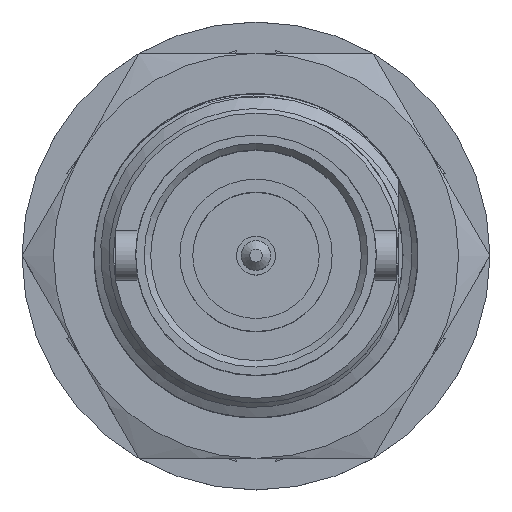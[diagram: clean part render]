
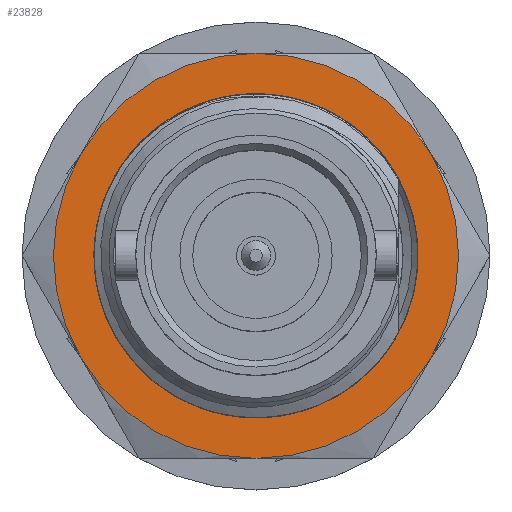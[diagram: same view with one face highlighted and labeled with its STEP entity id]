
A CAD part, top view. The second image highlights one B-rep face of the part: STEP entity #23828.
In plain terms, the highlighted planar face has unit normal (0, 0, 1).
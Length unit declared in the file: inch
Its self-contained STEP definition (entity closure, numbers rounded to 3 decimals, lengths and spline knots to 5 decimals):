
#365 = CARTESIAN_POINT ( 'NONE',  ( -0.3125, 0., -0.52 ) ) ;
#471 = CIRCLE ( 'NONE', #26337, 0.3125 ) ;
#1398 = AXIS2_PLACEMENT_3D ( 'NONE', #28611, #31354, #34241 ) ;
#1993 = FACE_BOUND ( 'NONE', #11423, .T. ) ;
#2324 = DIRECTION ( 'NONE',  ( 0.866, -0.5, 0. ) ) ;
#2354 = AXIS2_PLACEMENT_3D ( 'NONE', #16610, #30495, #16719 ) ;
#2885 = CARTESIAN_POINT ( 'NONE',  ( 0.15625, -0.27063, -0.52 ) ) ;
#3111 = DIRECTION ( 'NONE',  ( 0.866, -0.5, 0. ) ) ;
#3348 = VERTEX_POINT ( 'NONE', #11096 ) ;
#3430 = VERTEX_POINT ( 'NONE', #26427 ) ;
#3471 = ORIENTED_EDGE ( 'NONE', *, *, #10607, .T. ) ;
#4577 = FACE_OUTER_BOUND ( 'NONE', #14284, .T. ) ;
#5411 = DIRECTION ( 'NONE',  ( 0.866, -0.5, 0. ) ) ;
#5634 = ORIENTED_EDGE ( 'NONE', *, *, #7985, .T. ) ;
#7534 = CARTESIAN_POINT ( 'NONE',  ( 0., 0., -0.52 ) ) ;
#7709 = ORIENTED_EDGE ( 'NONE', *, *, #11300, .T. ) ;
#7985 = EDGE_CURVE ( 'NONE', #3348, #33633, #23620, .T. ) ;
#9216 = PLANE ( 'NONE',  #1398 ) ;
#9570 = EDGE_CURVE ( 'NONE', #3430, #3348, #35193, .T. ) ;
#9619 = DIRECTION ( 'NONE',  ( 0.866, -0.5, 0. ) ) ;
#10607 = EDGE_CURVE ( 'NONE', #33633, #14357, #21357, .T. ) ;
#10762 = AXIS2_PLACEMENT_3D ( 'NONE', #7534, #21606, #2324 ) ;
#11096 = CARTESIAN_POINT ( 'NONE',  ( 0.15625, 0.27063, -0.52 ) ) ;
#11300 = EDGE_CURVE ( 'NONE', #23419, #20230, #23517, .T. ) ;
#11423 = EDGE_LOOP ( 'NONE', ( #32356 ) ) ;
#12173 = CIRCLE ( 'NONE', #15251, 0.3125 ) ;
#14284 = EDGE_LOOP ( 'NONE', ( #22859, #23291, #5634, #3471, #28511, #7709 ) ) ;
#14357 = VERTEX_POINT ( 'NONE', #365 ) ;
#14754 = EDGE_CURVE ( 'NONE', #20230, #3430, #471, .T. ) ;
#15251 = AXIS2_PLACEMENT_3D ( 'NONE', #28208, #22525, #3111 ) ;
#15848 = AXIS2_PLACEMENT_3D ( 'NONE', #17986, #34996, #9619 ) ;
#16610 = CARTESIAN_POINT ( 'NONE',  ( 0., 0., -0.52 ) ) ;
#16719 = DIRECTION ( 'NONE',  ( 0.866, -0.5, 0. ) ) ;
#17986 = CARTESIAN_POINT ( 'NONE',  ( 0., 0., -0.52 ) ) ;
#19259 = CARTESIAN_POINT ( 'NONE',  ( 0., 0., -0.52 ) ) ;
#20230 = VERTEX_POINT ( 'NONE', #2885 ) ;
#21097 = CIRCLE ( 'NONE', #34098, 0.25015 ) ;
#21357 = CIRCLE ( 'NONE', #15848, 0.3125 ) ;
#21606 = DIRECTION ( 'NONE',  ( 0., 0., 1. ) ) ;
#21838 = CARTESIAN_POINT ( 'NONE',  ( 0., 0., -0.52 ) ) ;
#22036 = DIRECTION ( 'NONE',  ( 0., 0., 1. ) ) ;
#22525 = DIRECTION ( 'NONE',  ( 0., 0., 1. ) ) ;
#22859 = ORIENTED_EDGE ( 'NONE', *, *, #14754, .T. ) ;
#23291 = ORIENTED_EDGE ( 'NONE', *, *, #9570, .T. ) ;
#23419 = VERTEX_POINT ( 'NONE', #35476 ) ;
#23517 = CIRCLE ( 'NONE', #10762, 0.3125 ) ;
#23620 = CIRCLE ( 'NONE', #26718, 0.3125 ) ;
#23828 = ADVANCED_FACE ( 'NONE', ( #1993, #4577 ), #9216, .T. ) ;
#24012 = DIRECTION ( 'NONE',  ( 0.866, -0.5, 0. ) ) ;
#24144 = EDGE_CURVE ( 'NONE', #35451, #35451, #21097, .T. ) ;
#24330 = CARTESIAN_POINT ( 'NONE',  ( 0.21663, -0.12507, -0.52 ) ) ;
#25664 = CARTESIAN_POINT ( 'NONE',  ( -0.15625, 0.27063, -0.52 ) ) ;
#26262 = DIRECTION ( 'NONE',  ( 0., 0., 1. ) ) ;
#26337 = AXIS2_PLACEMENT_3D ( 'NONE', #34680, #26262, #26506 ) ;
#26427 = CARTESIAN_POINT ( 'NONE',  ( 0.3125, 0., -0.52 ) ) ;
#26506 = DIRECTION ( 'NONE',  ( 0.866, -0.5, 0. ) ) ;
#26718 = AXIS2_PLACEMENT_3D ( 'NONE', #19259, #22036, #5411 ) ;
#28208 = CARTESIAN_POINT ( 'NONE',  ( 0., 0., -0.52 ) ) ;
#28511 = ORIENTED_EDGE ( 'NONE', *, *, #35675, .T. ) ;
#28611 = CARTESIAN_POINT ( 'NONE',  ( 0., 0., -0.52 ) ) ;
#30289 = DIRECTION ( 'NONE',  ( 0., 0., 1. ) ) ;
#30495 = DIRECTION ( 'NONE',  ( 0., 0., 1. ) ) ;
#31354 = DIRECTION ( 'NONE',  ( 0., 0., 1. ) ) ;
#32356 = ORIENTED_EDGE ( 'NONE', *, *, #24144, .F. ) ;
#33633 = VERTEX_POINT ( 'NONE', #25664 ) ;
#34098 = AXIS2_PLACEMENT_3D ( 'NONE', #21838, #30289, #24012 ) ;
#34241 = DIRECTION ( 'NONE',  ( 0.866, -0.5, 0. ) ) ;
#34680 = CARTESIAN_POINT ( 'NONE',  ( 0., 0., -0.52 ) ) ;
#34996 = DIRECTION ( 'NONE',  ( 0., 0., 1. ) ) ;
#35193 = CIRCLE ( 'NONE', #2354, 0.3125 ) ;
#35451 = VERTEX_POINT ( 'NONE', #24330 ) ;
#35476 = CARTESIAN_POINT ( 'NONE',  ( -0.15625, -0.27063, -0.52 ) ) ;
#35675 = EDGE_CURVE ( 'NONE', #14357, #23419, #12173, .T. ) ;
